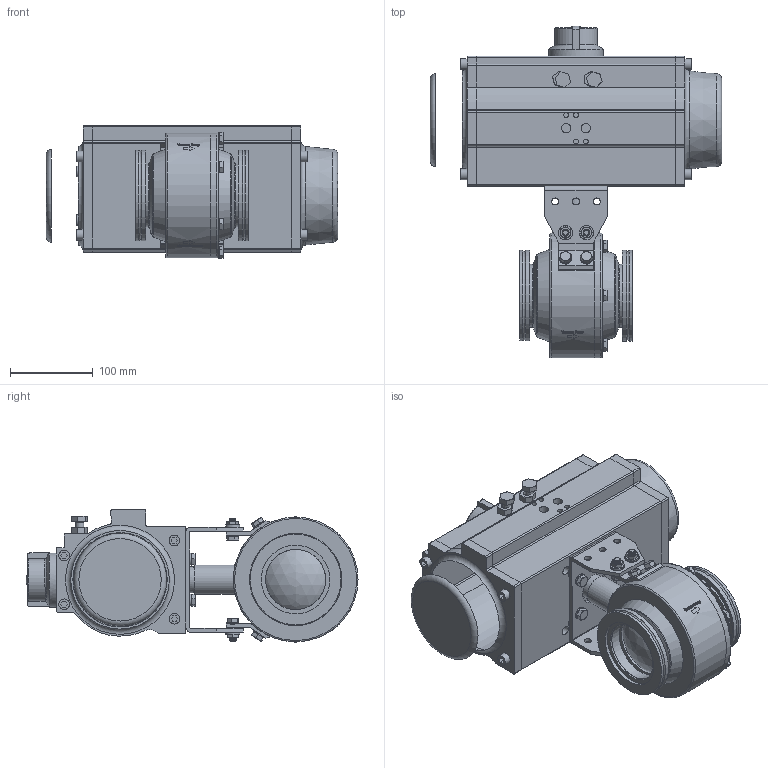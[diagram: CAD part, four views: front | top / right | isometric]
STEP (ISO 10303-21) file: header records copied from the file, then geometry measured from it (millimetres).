
FILE_DESCRIPTION(/* description */ (''),/* implementation_level */ '2;1');
FILE_NAME(/* name */ '3007330d.stp',/* time_stamp */ '2021-05-03T14:45:57-04:00',/* author */ ('Sana_M'),/* organization */ (''),/* preprocessor_version */ 'ST-DEVELOPER v18.1',/* originating_system */ 'Autodesk Inventor 2021',/* authorisation */ '');
FILE_SCHEMA (('AUTOMOTIVE_DESIGN { 1 0 10303 214 3 1 1 }'));
Products named in the file (1): 3007330d
Bounding box: 353.06 x 402.31 x 161.04 mm (x, y, z)
Surface area: 474144.1 mm2 (no closed solid volume)
Topology: 0 solids, 81 shells, 1196 faces, 4157 edges, 2953 vertices
Faces by surface type: plane 580, cylinder 351, cone 153, bspline 94, torus 16, sphere 2
Full cylindrical faces by diameter (mm): 3.988 x2, 4.826 x4, 5.842 x4, 6.35 x1, 6.563 x84, 7.938 x89, 8.433 x6, 9 x2, 10 x2, 10.716 x4, 11.43 x2, 12.509 x4, 12.954 x8, 14.287 x14, 17.066 x4, 31.75 x1, 35.56 x1, 36.576 x1, 39.37 x1, 66.04 x1, 73.025 x7, 76.2 x2, 83.21 x2, 92.202 x2, 109.982 x4, 151.13 x2
Entity records: 65422 total; most frequent: CARTESIAN_POINT 30504, ORIENTED_EDGE 6719, DIRECTION 6522, EDGE_CURVE 4151, VERTEX_POINT 2953, AXIS2_PLACEMENT_3D 2294, LINE 1934, VECTOR 1934
